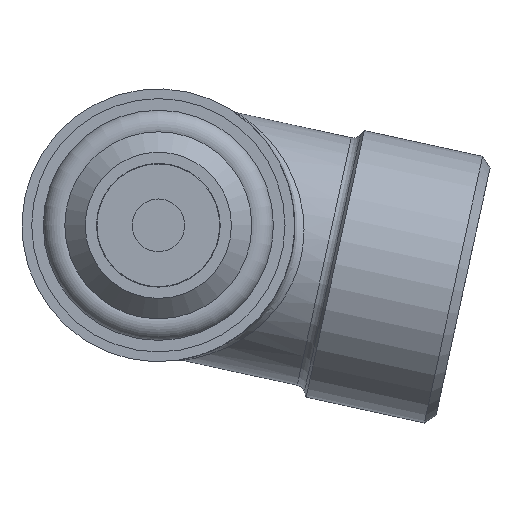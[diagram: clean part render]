
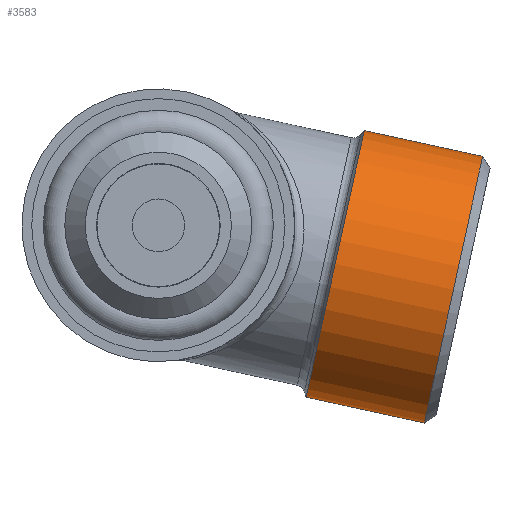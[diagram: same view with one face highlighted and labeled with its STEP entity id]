
A CAD part, front view. The second image highlights one B-rep face of the part: STEP entity #3583.
In plain terms, the highlighted cylindrical face has radius 7 mm (diameter 14 mm), a full revolution.
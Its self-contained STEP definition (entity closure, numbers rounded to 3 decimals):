
#2727=CARTESIAN_POINT('',(10.568,15.4,4.858));
#2728=VERTEX_POINT('',#2727);
#2729=CARTESIAN_POINT('',(9.075,15.4,-1.981));
#2730=DIRECTION('',(0.977,0.,-0.213));
#2731=DIRECTION('',(-0.213,0.,-0.977));
#2732=AXIS2_PLACEMENT_3D('',#2729,#2730,#2731);
#2733=CIRCLE('',#2732,7.);
#2734=EDGE_CURVE('',#2728,#2728,#2733,.T.);
#3564=CARTESIAN_POINT('',(-1.179,15.4,0.257));
#3565=DIRECTION('',(-0.977,0.,0.213));
#3566=DIRECTION('',(0.213,0.,0.977));
#3567=AXIS2_PLACEMENT_3D('',#3564,#3565,#3566);
#3568=CYLINDRICAL_SURFACE('',#3567,7.);
#3569=CARTESIAN_POINT('',(16.636,15.4,3.534));
#3570=VERTEX_POINT('',#3569);
#3571=CARTESIAN_POINT('',(15.143,15.4,-3.305));
#3572=DIRECTION('',(-0.977,0.,0.213));
#3573=DIRECTION('',(0.213,0.,0.977));
#3574=AXIS2_PLACEMENT_3D('',#3571,#3572,#3573);
#3575=CIRCLE('',#3574,7.);
#3576=EDGE_CURVE('',#3570,#3570,#3575,.T.);
#3577=ORIENTED_EDGE('',*,*,#3576,.T.);
#3578=EDGE_LOOP('',(#3577));
#3579=FACE_OUTER_BOUND('',#3578,.T.);
#3580=ORIENTED_EDGE('',*,*,#2734,.T.);
#3581=EDGE_LOOP('',(#3580));
#3582=FACE_BOUND('',#3581,.T.);
#3583=ADVANCED_FACE('',(#3579,#3582),#3568,.T.);
